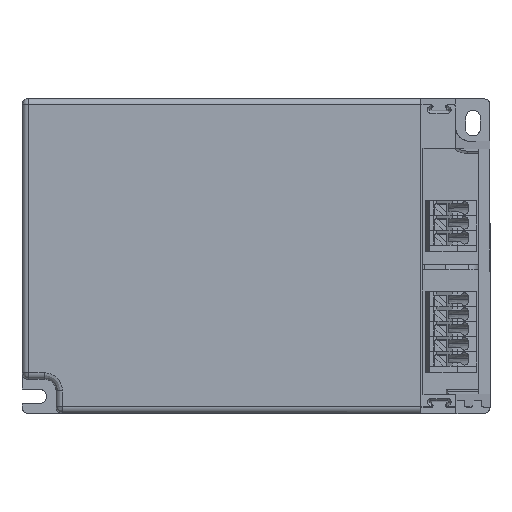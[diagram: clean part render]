
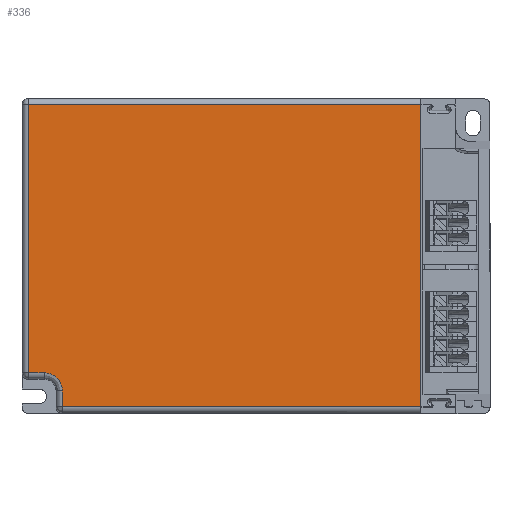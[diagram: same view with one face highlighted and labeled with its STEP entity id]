
A CAD part, top view. The second image highlights one B-rep face of the part: STEP entity #336.
In plain terms, the highlighted planar face has unit normal (0, 0, 1).
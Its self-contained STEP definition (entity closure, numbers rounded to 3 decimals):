
#43=(
BOUNDED_CURVE()
B_SPLINE_CURVE(2,(#12148,#12149,#12150),.UNSPECIFIED.,.F.,.F.)
B_SPLINE_CURVE_WITH_KNOTS((3,3),(-8.5,0.),.UNSPECIFIED.)
CURVE()
GEOMETRIC_REPRESENTATION_ITEM()
RATIONAL_B_SPLINE_CURVE((1.,0.707,1.))
REPRESENTATION_ITEM('')
);
#336=ADVANCED_FACE('',(#904),#8780,.T.);
#904=FACE_OUTER_BOUND('',#1472,.T.);
#1472=EDGE_LOOP('',(#2089,#2090,#2091,#2092,#2093,#2094,#2095));
#2089=ORIENTED_EDGE('',*,*,#5043,.T.);
#2090=ORIENTED_EDGE('',*,*,#5044,.T.);
#2091=ORIENTED_EDGE('',*,*,#5045,.T.);
#2092=ORIENTED_EDGE('',*,*,#5046,.T.);
#2093=ORIENTED_EDGE('',*,*,#5107,.T.);
#2094=ORIENTED_EDGE('',*,*,#5047,.T.);
#2095=ORIENTED_EDGE('',*,*,#5048,.T.);
#5043=EDGE_CURVE('',#7839,#7840,#6528,.T.);
#5044=EDGE_CURVE('',#7840,#7841,#6529,.T.);
#5045=EDGE_CURVE('',#7841,#7842,#6530,.T.);
#5046=EDGE_CURVE('',#7842,#7843,#6531,.T.);
#5047=EDGE_CURVE('',#7844,#7845,#6532,.T.);
#5048=EDGE_CURVE('',#7845,#7839,#6533,.T.);
#5107=EDGE_CURVE('',#7843,#7844,#43,.T.);
#6528=B_SPLINE_CURVE_WITH_KNOTS('',1,(#11941,#11942),.UNSPECIFIED.,.F.,
 .F.,(2,2),(0.,71.),.UNSPECIFIED.);
#6529=B_SPLINE_CURVE_WITH_KNOTS('',1,(#11943,#11944),.UNSPECIFIED.,.F.,
 .F.,(2,2),(0.,92.25),.UNSPECIFIED.);
#6530=B_SPLINE_CURVE_WITH_KNOTS('',1,(#11945,#11946),.UNSPECIFIED.,.F.,
 .F.,(2,2),(0.,63.),.UNSPECIFIED.);
#6531=B_SPLINE_CURVE_WITH_KNOTS('',1,(#11947,#11948),.UNSPECIFIED.,.F.,
 .F.,(2,2),(0.,3.75),.UNSPECIFIED.);
#6532=B_SPLINE_CURVE_WITH_KNOTS('',1,(#11949,#11950),.UNSPECIFIED.,.F.,
 .F.,(2,2),(0.,3.75),.UNSPECIFIED.);
#6533=B_SPLINE_CURVE_WITH_KNOTS('',1,(#11951,#11952),.UNSPECIFIED.,.F.,
 .F.,(2,2),(0.,84.25),.UNSPECIFIED.);
#7839=VERTEX_POINT('',#11596);
#7840=VERTEX_POINT('',#11597);
#7841=VERTEX_POINT('',#11598);
#7842=VERTEX_POINT('',#11599);
#7843=VERTEX_POINT('',#11600);
#7844=VERTEX_POINT('',#11601);
#7845=VERTEX_POINT('',#11602);
#8780=PLANE('',#9258);
#9258=AXIS2_PLACEMENT_3D('',#10212,#9719,$);
#9719=DIRECTION('',(0.,0.,1.));
#10212=CARTESIAN_POINT('',(-112.74,-27.763,14.25));
#11596=CARTESIAN_POINT('',(-11.102,-20.5,14.25));
#11597=CARTESIAN_POINT('',(-11.102,50.5,14.25));
#11598=CARTESIAN_POINT('',(-103.352,50.5,14.25));
#11599=CARTESIAN_POINT('',(-103.352,-12.5,14.25));
#11600=CARTESIAN_POINT('',(-99.602,-12.5,14.25));
#11601=CARTESIAN_POINT('',(-95.352,-16.75,14.25));
#11602=CARTESIAN_POINT('',(-95.352,-20.5,14.25));
#11941=CARTESIAN_POINT('',(-11.102,-20.5,14.25));
#11942=CARTESIAN_POINT('',(-11.102,50.5,14.25));
#11943=CARTESIAN_POINT('',(-11.102,50.5,14.25));
#11944=CARTESIAN_POINT('',(-103.352,50.5,14.25));
#11945=CARTESIAN_POINT('',(-103.352,50.5,14.25));
#11946=CARTESIAN_POINT('',(-103.352,-12.5,14.25));
#11947=CARTESIAN_POINT('',(-103.352,-12.5,14.25));
#11948=CARTESIAN_POINT('',(-99.602,-12.5,14.25));
#11949=CARTESIAN_POINT('',(-95.352,-16.75,14.25));
#11950=CARTESIAN_POINT('',(-95.352,-20.5,14.25));
#11951=CARTESIAN_POINT('',(-95.352,-20.5,14.25));
#11952=CARTESIAN_POINT('',(-11.102,-20.5,14.25));
#12148=CARTESIAN_POINT('',(-99.602,-12.5,14.25));
#12149=CARTESIAN_POINT('',(-95.352,-12.5,14.25));
#12150=CARTESIAN_POINT('',(-95.352,-16.75,14.25));
